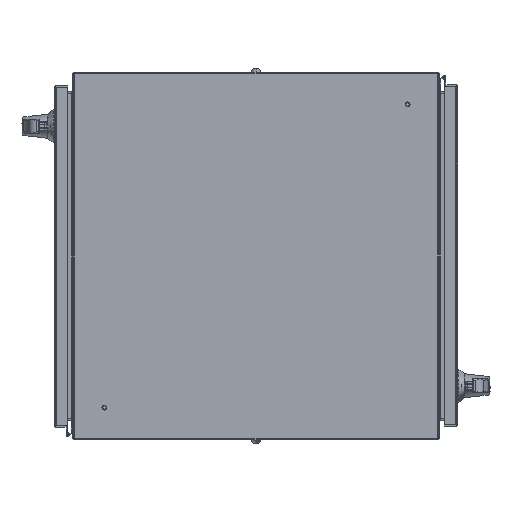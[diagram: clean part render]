
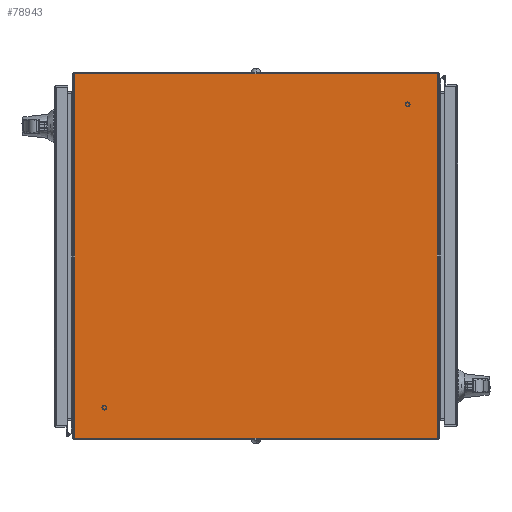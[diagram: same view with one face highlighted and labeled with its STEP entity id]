
A CAD part, front view. The second image highlights one B-rep face of the part: STEP entity #78943.
In plain terms, the highlighted face is planar.
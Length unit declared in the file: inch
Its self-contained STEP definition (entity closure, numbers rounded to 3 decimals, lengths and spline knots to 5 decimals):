
#5404 = FACE_OUTER_BOUND ( 'NONE', #129868, .T. ) ;
#5775 = ORIENTED_EDGE ( 'NONE', *, *, #129666, .F. ) ;
#5794 = VERTEX_POINT ( 'NONE', #145120 ) ;
#7199 = VECTOR ( 'NONE', #46037, 39.37008 ) ;
#7301 = CARTESIAN_POINT ( 'NONE',  ( 11.935, -11.887, 0. ) ) ;
#9429 = VERTEX_POINT ( 'NONE', #49270 ) ;
#15371 = LINE ( 'NONE', #172306, #124584 ) ;
#22559 = VERTEX_POINT ( 'NONE', #55128 ) ;
#26166 = DIRECTION ( 'NONE',  ( 1., 0., 0. ) ) ;
#26741 = PLANE ( 'NONE',  #32623 ) ;
#32623 = AXIS2_PLACEMENT_3D ( 'NONE', #80776, #107204, #26166 ) ;
#35281 = VECTOR ( 'NONE', #140170, 39.37008 ) ;
#38405 = CARTESIAN_POINT ( 'NONE',  ( 11.935, 12.03, 0. ) ) ;
#40706 = EDGE_CURVE ( 'NONE', #5794, #77337, #15371, .T. ) ;
#42868 = LINE ( 'NONE', #7301, #7199 ) ;
#46037 = DIRECTION ( 'NONE',  ( 1., 0., 0. ) ) ;
#46188 = CARTESIAN_POINT ( 'NONE',  ( 11.935, 11.887, 0. ) ) ;
#49270 = CARTESIAN_POINT ( 'NONE',  ( 11.935, 11.887, 0. ) ) ;
#49935 = LINE ( 'NONE', #46188, #35281 ) ;
#55128 = CARTESIAN_POINT ( 'NONE',  ( 11.935, -11.887, 0. ) ) ;
#74677 = ORIENTED_EDGE ( 'NONE', *, *, #114872, .F. ) ;
#77337 = VERTEX_POINT ( 'NONE', #151396 ) ;
#77992 = EDGE_CURVE ( 'NONE', #22559, #9429, #96315, .T. ) ;
#78943 = ADVANCED_FACE ( 'NONE', ( #5404 ), #26741, .F. ) ;
#80776 = CARTESIAN_POINT ( 'NONE',  ( 11.935, 12.03, 0. ) ) ;
#91599 = DIRECTION ( 'NONE',  ( 0., -1., 0. ) ) ;
#96315 = LINE ( 'NONE', #38405, #115300 ) ;
#107204 = DIRECTION ( 'NONE',  ( 0., 0., 1. ) ) ;
#114872 = EDGE_CURVE ( 'NONE', #77337, #22559, #42868, .T. ) ;
#115300 = VECTOR ( 'NONE', #132962, 39.37008 ) ;
#116685 = ORIENTED_EDGE ( 'NONE', *, *, #40706, .F. ) ;
#124584 = VECTOR ( 'NONE', #91599, 39.37008 ) ;
#129666 = EDGE_CURVE ( 'NONE', #9429, #5794, #49935, .T. ) ;
#129868 = EDGE_LOOP ( 'NONE', ( #5775, #132454, #74677, #116685 ) ) ;
#132454 = ORIENTED_EDGE ( 'NONE', *, *, #77992, .F. ) ;
#132962 = DIRECTION ( 'NONE',  ( 0., 1., 0. ) ) ;
#140170 = DIRECTION ( 'NONE',  ( -1., 0., 0. ) ) ;
#145120 = CARTESIAN_POINT ( 'NONE',  ( -11.935, 11.887, 0. ) ) ;
#151396 = CARTESIAN_POINT ( 'NONE',  ( -11.935, -11.887, 0. ) ) ;
#172306 = CARTESIAN_POINT ( 'NONE',  ( -11.935, 12.03, 0. ) ) ;
